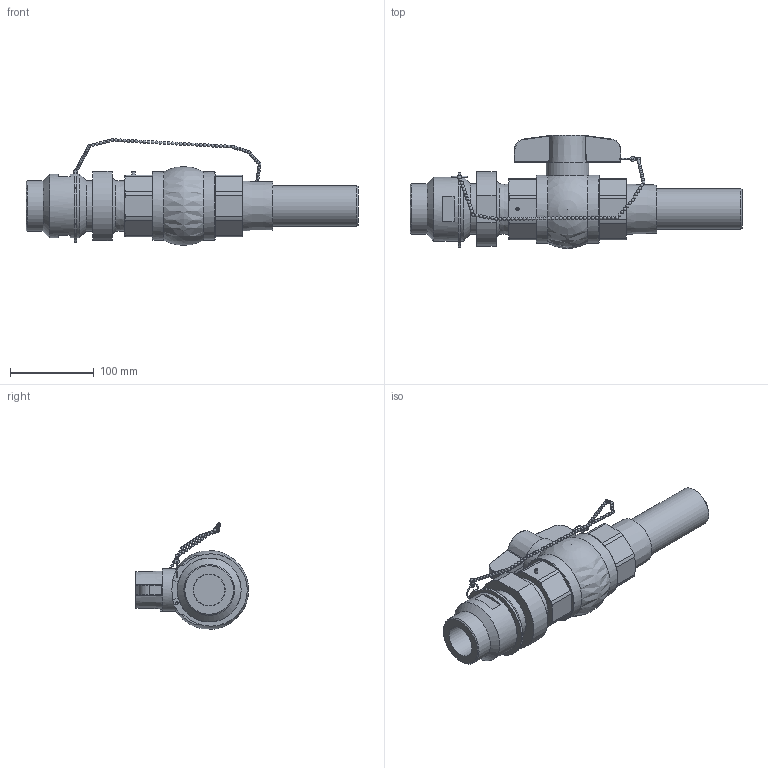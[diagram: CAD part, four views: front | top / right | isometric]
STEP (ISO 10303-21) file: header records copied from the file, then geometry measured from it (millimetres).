
FILE_DESCRIPTION((''),'2;1');
FILE_NAME('CS-20A20A-4IB-AAA_R0.stp','2017-08-01T08:51:00',('salesdesk5'),(''),'Autodesk Inventor 2009','Autodesk Inventor 2009','');
FILE_SCHEMA(('AUTOMOTIVE_DESIGN { 1 0 10303 214 1 1 1 1 }'));
Length unit declared in the file: inch
Products named in the file (1): CS-20A20A-4IB-AAA_R0
Bounding box: 395.73 x 135.02 x 127.52 mm (x, y, z)
Volume: 25.1 mm3; surface area: 153179.6 mm2
Topology: 1 solids, 2 shells, 398 faces, 960 edges, 574 vertices
Faces by surface type: bspline 134, plane 92, sphere 78, cylinder 54, torus 29, cone 11
Full cylindrical faces by diameter (mm): 3 x1, 3.81 x2, 19.05 x1, 37.49 x2, 38.1 x1, 47.244 x1, 48.26 x1, 50.8 x1, 60.325 x2, 69.088 x1, 76.2 x2, 81.28 x2
Entity records: 13128 total; most frequent: CARTESIAN_POINT 5206, DIRECTION 1520, ORIENTED_EDGE 1438, EDGE_CURVE 719, AXIS2_PLACEMENT_3D 638, EDGE_LOOP 612, VERTEX_POINT 525, FACE_OUTER_BOUND 398
